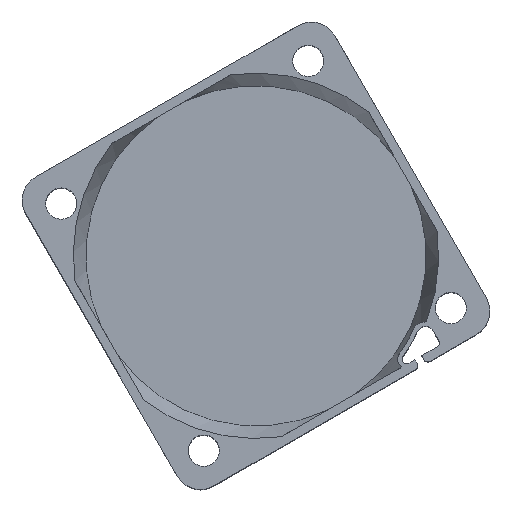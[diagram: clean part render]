
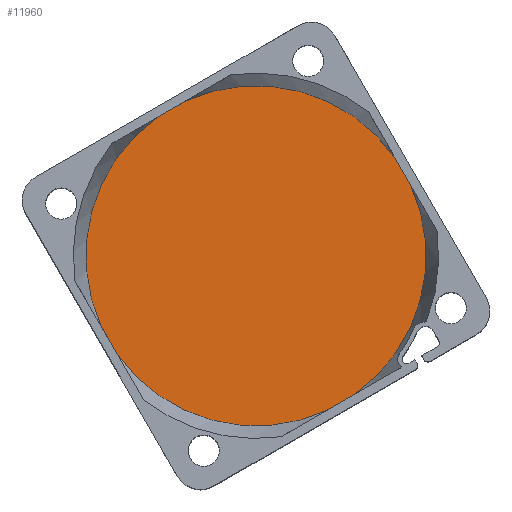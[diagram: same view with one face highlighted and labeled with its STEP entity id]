
A CAD part, top view. The second image highlights one B-rep face of the part: STEP entity #11960.
In plain terms, the highlighted planar face has unit normal (0, 0, 1).
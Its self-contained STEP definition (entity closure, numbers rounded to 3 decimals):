
#3776=CARTESIAN_POINT('',(0.,0.,-4.232));
#3777=DIRECTION('',(0.,0.,1.));
#3778=DIRECTION('',(0.815,0.579,0.));
#3779=AXIS2_PLACEMENT_3D('',#3776,#3777,#3778);
#3822=CARTESIAN_POINT('',(0.,0.,-4.232));
#3823=DIRECTION('',(0.,0.,1.));
#3824=DIRECTION('',(-0.579,0.815,0.));
#3825=AXIS2_PLACEMENT_3D('',#3822,#3823,#3824);
#3839=CARTESIAN_POINT('',(0.,0.,-4.232));
#3840=DIRECTION('',(0.,0.,1.));
#3841=DIRECTION('',(-0.815,-0.579,0.));
#3842=AXIS2_PLACEMENT_3D('',#3839,#3840,#3841);
#3868=CARTESIAN_POINT('',(0.,0.,-4.232));
#3869=DIRECTION('',(0.,0.,1.));
#3870=DIRECTION('',(0.579,-0.815,0.));
#3871=AXIS2_PLACEMENT_3D('',#3868,#3869,#3870);
#3944=DIRECTION('',(0.866,0.5,0.));
#3945=VECTOR('',#3944,3.584);
#3946=CARTESIAN_POINT('',(-11.052,15.558,
-4.232));
#3947=LINE('',#3946,#3945);
#3948=DIRECTION('',(0.5,-0.866,0.));
#3949=VECTOR('',#3948,3.584);
#3950=CARTESIAN_POINT('',(15.558,11.052,-4.232));
#3951=LINE('',#3950,#3949);
#3952=DIRECTION('',(-0.866,-0.5,0.));
#3953=VECTOR('',#3952,3.584);
#3954=CARTESIAN_POINT('',(11.052,-15.558,
-4.232));
#3955=LINE('',#3954,#3953);
#3956=DIRECTION('',(-0.5,0.866,0.));
#3957=VECTOR('',#3956,3.584);
#3958=CARTESIAN_POINT('',(-15.558,-11.052,
-4.232));
#3959=LINE('',#3958,#3957);
#6431=CARTESIAN_POINT('',(-15.558,-11.052,
-4.232));
#6432=CARTESIAN_POINT('',(7.948,-17.351,
-4.232));
#6433=VERTEX_POINT('',#6431);
#6434=VERTEX_POINT('',#6432);
#6435=CARTESIAN_POINT('',(15.558,11.052,-4.232));
#6436=CARTESIAN_POINT('',(-7.948,17.351,
-4.232));
#6437=VERTEX_POINT('',#6435);
#6438=VERTEX_POINT('',#6436);
#6439=CARTESIAN_POINT('',(-11.052,15.558,
-4.232));
#6440=VERTEX_POINT('',#6439);
#6441=CARTESIAN_POINT('',(17.351,7.948,-4.232));
#6442=VERTEX_POINT('',#6441);
#6443=CARTESIAN_POINT('',(-17.351,-7.948,
-4.232));
#6444=VERTEX_POINT('',#6443);
#6445=CARTESIAN_POINT('',(11.052,-15.558,
-4.232));
#6446=VERTEX_POINT('',#6445);
#11941=CARTESIAN_POINT('',(0.,0.,-4.232));
#11942=DIRECTION('',(0.,0.,1.));
#11943=DIRECTION('',(1.,0.,0.));
#11944=AXIS2_PLACEMENT_3D('',#11941,#11942,#11943);
#11945=PLANE('',#11944);
#11946=ORIENTED_EDGE('',*,*,#11897,.F.);
#11948=ORIENTED_EDGE('',*,*,#11947,.T.);
#11949=ORIENTED_EDGE('',*,*,#11879,.F.);
#11951=ORIENTED_EDGE('',*,*,#11950,.T.);
#11952=ORIENTED_EDGE('',*,*,#11924,.F.);
#11954=ORIENTED_EDGE('',*,*,#11953,.T.);
#11955=ORIENTED_EDGE('',*,*,#11909,.F.);
#11957=ORIENTED_EDGE('',*,*,#11956,.T.);
#11958=EDGE_LOOP('',(#11946,#11948,#11949,#11951,#11952,#11954,#11955,#11957));
#11959=FACE_OUTER_BOUND('',#11958,.F.);
#11960=ADVANCED_FACE('',(#11959),#11945,.T.);
#3780=CIRCLE('',#3779,19.084);
#3826=CIRCLE('',#3825,19.084);
#3843=CIRCLE('',#3842,19.084);
#3872=CIRCLE('',#3871,19.084);
#11879=EDGE_CURVE('',#6437,#6438,#3780,.T.);
#11897=EDGE_CURVE('',#6440,#6444,#3826,.T.);
#11909=EDGE_CURVE('',#6433,#6434,#3843,.T.);
#11924=EDGE_CURVE('',#6446,#6442,#3872,.T.);
#11947=EDGE_CURVE('',#6440,#6438,#3947,.T.);
#11950=EDGE_CURVE('',#6437,#6442,#3951,.T.);
#11953=EDGE_CURVE('',#6446,#6434,#3955,.T.);
#11956=EDGE_CURVE('',#6433,#6444,#3959,.T.);
